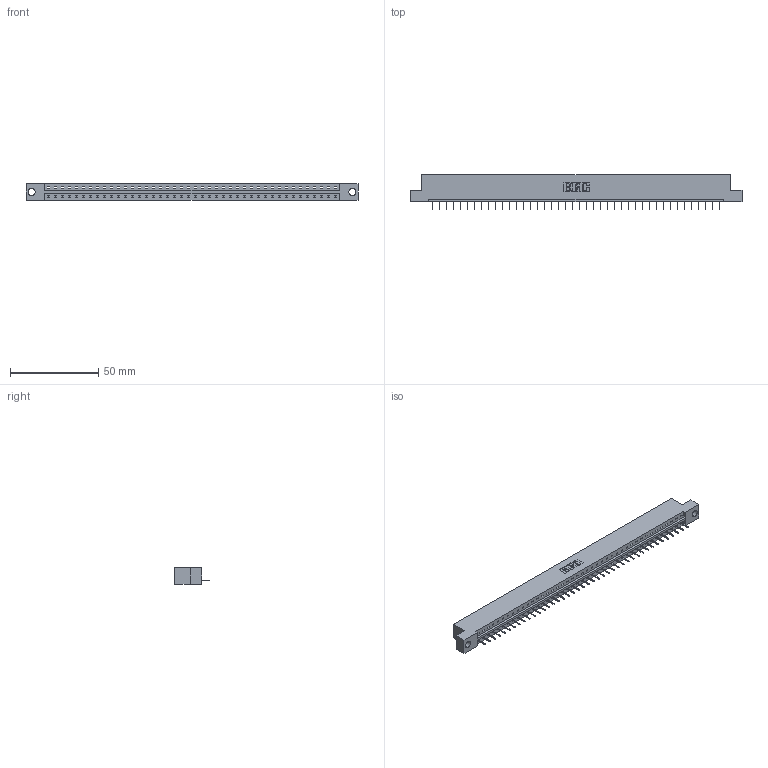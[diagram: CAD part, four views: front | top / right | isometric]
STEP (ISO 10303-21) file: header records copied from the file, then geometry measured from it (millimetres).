
FILE_DESCRIPTION (( 'STEP AP203' ), '1' );
FILE_NAME ('833-042-524-104.STEP', '2020-06-03T20:55:18', ( '' ), ( '' ), 'SwSTEP 2.0', 'SolidWorks 2020', '' );
FILE_SCHEMA (( 'CONFIG_CONTROL_DESIGN' ));
Length unit declared in the file: inch
Products named in the file (3): 833 Part_Flush - .156 Dia - TH; 833-042-524-104; 345-292-001_345-293-124
Assembly tree (43 placements, depth 2):
  833-042-524-104
    833 Part_Flush - .156 Dia - TH
    345-292-001_345-293-124  x42
Bounding box: 187.96 x 19.69 x 9.4 mm (x, y, z)
Volume: 18660.3 mm3; surface area: 19415.4 mm2
Topology: 43 solids, 43 shells, 2718 faces, 7871 edges, 5078 vertices
Faces by surface type: plane 2086, cylinder 632
Entity records: 25753 total; most frequent: CARTESIAN_POINT 4448, ORIENTED_EDGE 4426, DIRECTION 3753, EDGE_CURVE 2213, LINE 2089, VECTOR 2089, VERTEX_POINT 1470, AXIS2_PLACEMENT_3D 832
